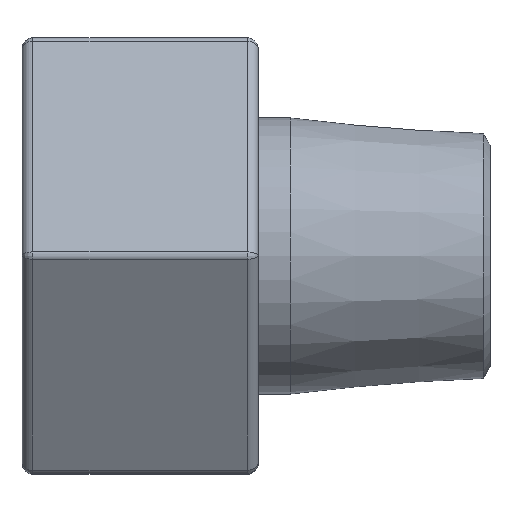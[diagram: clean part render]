
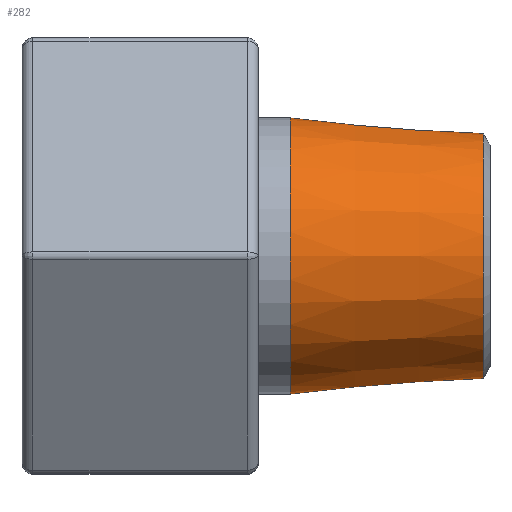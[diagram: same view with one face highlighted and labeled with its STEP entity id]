
A CAD part, top view. The second image highlights one B-rep face of the part: STEP entity #282.
In plain terms, the highlighted conical face has half-angle 4.625 degrees and reference radius 19 mm.
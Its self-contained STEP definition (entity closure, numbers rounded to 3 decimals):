
#282=ADVANCED_FACE('',(#352,#353),#342,.T.);
#342=CONICAL_SURFACE('',#859,19.,4.625);
#352=FACE_BOUND('',#399,.T.);
#353=FACE_BOUND('',#400,.T.);
#399=EDGE_LOOP('',(#481));
#400=EDGE_LOOP('',(#482));
#481=ORIENTED_EDGE('',*,*,#728,.T.);
#482=ORIENTED_EDGE('',*,*,#729,.F.);
#669=VERTEX_POINT('',#1224);
#670=VERTEX_POINT('',#1226);
#728=EDGE_CURVE('',#669,#669,#822,.T.);
#729=EDGE_CURVE('',#670,#670,#823,.T.);
#822=CIRCLE('',#857,16.85);
#823=CIRCLE('',#858,19.);
#857=AXIS2_PLACEMENT_3D('',#1223,#968,#969);
#858=AXIS2_PLACEMENT_3D('',#1225,#970,#971);
#859=AXIS2_PLACEMENT_3D('',#1227,#972,#973);
#968=DIRECTION('',(-1.,0.,0.));
#969=DIRECTION('',(0.,0.,1.));
#970=DIRECTION('',(-1.,0.,0.));
#971=DIRECTION('',(0.,0.,1.));
#972=DIRECTION('',(-1.,0.,0.));
#973=DIRECTION('',(0.,0.,1.));
#1223=CARTESIAN_POINT('',(56.076,0.,0.));
#1224=CARTESIAN_POINT('',(56.076,0.,16.85));
#1225=CARTESIAN_POINT('',(29.5,0.,0.));
#1226=CARTESIAN_POINT('',(29.5,0.,19.));
#1227=CARTESIAN_POINT('',(29.5,0.,0.));
